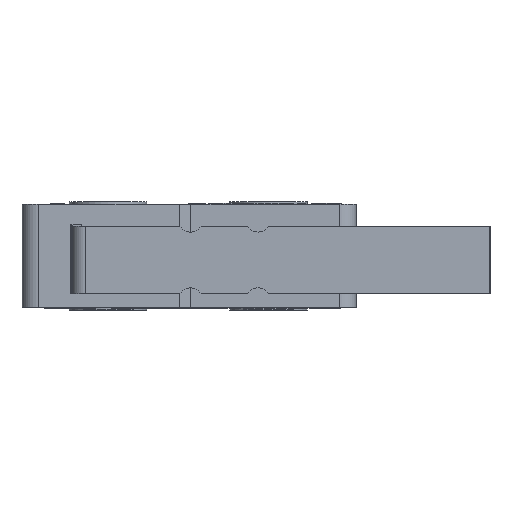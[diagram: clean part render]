
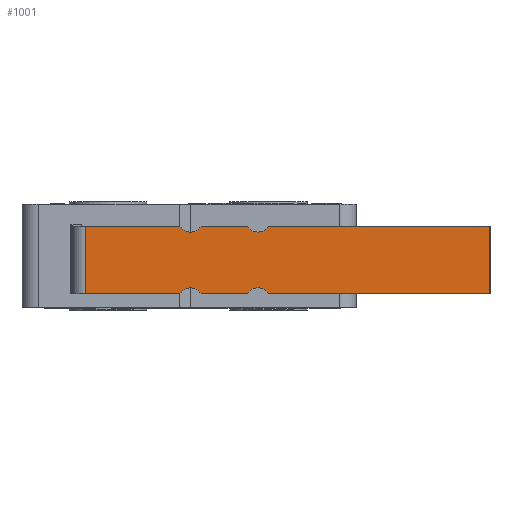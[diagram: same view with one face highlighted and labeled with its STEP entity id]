
A CAD part, top view. The second image highlights one B-rep face of the part: STEP entity #1001.
In plain terms, the highlighted planar face has unit normal (-0.013, 0, 1).
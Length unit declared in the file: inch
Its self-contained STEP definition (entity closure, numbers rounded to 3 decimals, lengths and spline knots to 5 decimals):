
#641=CARTESIAN_POINT('',(0.16691,-0.20866,0.34763));
#642=VERTEX_POINT('',#641);
#649=CARTESIAN_POINT('',(-0.05219,-0.20866,0.34474));
#650=VERTEX_POINT('',#649);
#651=CARTESIAN_POINT('',(-0.05219,-0.20866,0.34474));
#652=DIRECTION('',(1.,0.,0.013));
#653=VECTOR('',#652,0.21912);
#654=LINE('',#651,#653);
#655=EDGE_CURVE('',#650,#642,#654,.T.);
#714=CARTESIAN_POINT('',(0.37433,-0.05118,0.35036));
#715=VERTEX_POINT('',#714);
#731=CARTESIAN_POINT('',(0.32438,-0.05118,0.3497));
#732=VERTEX_POINT('',#731);
#739=CARTESIAN_POINT('',(0.34935,-0.03543,0.35003));
#740=DIRECTION('',(0.013,0.0,-1.));
#741=DIRECTION('',(-1.,0.,-0.013));
#742=AXIS2_PLACEMENT_3D('',#739,#740,#741);
#743=CIRCLE('',#742,0.02953);
#744=EDGE_CURVE('',#715,#732,#743,.T.);
#756=CARTESIAN_POINT('',(0.21686,-0.05118,0.34829));
#757=VERTEX_POINT('',#756);
#773=CARTESIAN_POINT('',(0.16691,-0.05118,0.34763));
#774=VERTEX_POINT('',#773);
#781=CARTESIAN_POINT('',(0.19189,-0.03543,0.34796));
#782=DIRECTION('',(0.013,0.0,-1.));
#783=DIRECTION('',(-1.,0.,-0.013));
#784=AXIS2_PLACEMENT_3D('',#781,#782,#783);
#785=CIRCLE('',#784,0.02953);
#786=EDGE_CURVE('',#757,#774,#785,.T.);
#796=CARTESIAN_POINT('',(0.21686,-0.20866,0.34829));
#797=VERTEX_POINT('',#796);
#806=CARTESIAN_POINT('',(0.19189,-0.22441,0.34796));
#807=DIRECTION('',(0.013,0.0,-1.));
#808=DIRECTION('',(-1.,0.,-0.013));
#809=AXIS2_PLACEMENT_3D('',#806,#807,#808);
#810=CIRCLE('',#809,0.02953);
#811=EDGE_CURVE('',#642,#797,#810,.T.);
#829=CARTESIAN_POINT('',(0.37433,-0.20866,0.35036));
#830=VERTEX_POINT('',#829);
#839=CARTESIAN_POINT('',(0.32438,-0.20866,0.3497));
#840=VERTEX_POINT('',#839);
#841=CARTESIAN_POINT('',(0.34935,-0.22441,0.35003));
#842=DIRECTION('',(0.013,0.0,-1.));
#843=DIRECTION('',(-1.,0.,-0.013));
#844=AXIS2_PLACEMENT_3D('',#841,#842,#843);
#845=CIRCLE('',#844,0.02953);
#846=EDGE_CURVE('',#840,#830,#845,.T.);
#913=CARTESIAN_POINT('',(-0.05219,-0.05118,0.34474));
#914=VERTEX_POINT('',#913);
#922=CARTESIAN_POINT('',(0.16691,-0.05118,0.34763));
#923=DIRECTION('',(-1.,0.,-0.013));
#924=VECTOR('',#923,0.21912);
#925=LINE('',#922,#924);
#926=EDGE_CURVE('',#774,#914,#925,.T.);
#944=CARTESIAN_POINT('',(0.32438,-0.05118,0.3497));
#945=DIRECTION('',(-1.,0.,-0.013));
#946=VECTOR('',#945,0.10753);
#947=LINE('',#944,#946);
#948=EDGE_CURVE('',#732,#757,#947,.T.);
#953=CARTESIAN_POINT('',(-0.09929,-0.21654,0.34412));
#954=DIRECTION('',(-0.013,0.0,1.));
#955=DIRECTION('',(1.,0.0,0.013));
#956=AXIS2_PLACEMENT_3D('',#953,#954,#955);
#957=PLANE('',#956);
#958=ORIENTED_EDGE('',*,*,#744,.T.);
#959=ORIENTED_EDGE('',*,*,#948,.T.);
#960=ORIENTED_EDGE('',*,*,#786,.T.);
#961=ORIENTED_EDGE('',*,*,#926,.T.);
#962=CARTESIAN_POINT('',(-0.05219,-0.20866,0.34474));
#963=DIRECTION('',(0.0,1.0,0.0));
#964=VECTOR('',#963,0.15748);
#965=LINE('',#962,#964);
#966=EDGE_CURVE('',#650,#914,#965,.T.);
#967=ORIENTED_EDGE('',*,*,#966,.F.);
#968=ORIENTED_EDGE('',*,*,#655,.T.);
#969=ORIENTED_EDGE('',*,*,#811,.T.);
#970=CARTESIAN_POINT('',(0.21686,-0.20866,0.34829));
#971=DIRECTION('',(1.,0.,0.013));
#972=VECTOR('',#971,0.10753);
#973=LINE('',#970,#972);
#974=EDGE_CURVE('',#797,#840,#973,.T.);
#975=ORIENTED_EDGE('',*,*,#974,.T.);
#976=ORIENTED_EDGE('',*,*,#846,.T.);
#977=CARTESIAN_POINT('',(0.88986,-0.20866,0.35716));
#978=VERTEX_POINT('',#977);
#979=CARTESIAN_POINT('',(0.37433,-0.20866,0.35036));
#980=DIRECTION('',(1.,0.,0.013));
#981=VECTOR('',#980,0.51557);
#982=LINE('',#979,#981);
#983=EDGE_CURVE('',#830,#978,#982,.T.);
#984=ORIENTED_EDGE('',*,*,#983,.T.);
#985=CARTESIAN_POINT('',(0.88986,-0.05118,0.35716));
#986=VERTEX_POINT('',#985);
#987=CARTESIAN_POINT('',(0.88986,-0.05118,0.35716));
#988=DIRECTION('',(0.0,-1.0,0.0));
#989=VECTOR('',#988,0.15748);
#990=LINE('',#987,#989);
#991=EDGE_CURVE('',#986,#978,#990,.T.);
#992=ORIENTED_EDGE('',*,*,#991,.F.);
#993=CARTESIAN_POINT('',(0.88986,-0.05118,0.35716));
#994=DIRECTION('',(-1.,0.,-0.013));
#995=VECTOR('',#994,0.51557);
#996=LINE('',#993,#995);
#997=EDGE_CURVE('',#986,#715,#996,.T.);
#998=ORIENTED_EDGE('',*,*,#997,.T.);
#999=EDGE_LOOP('',(#958,#959,#960,#961,#967,#968,#969,#975,#976,#984,#992,#998));
#1000=FACE_OUTER_BOUND('',#999,.T.);
#1001=ADVANCED_FACE('',(#1000),#957,.T.);
